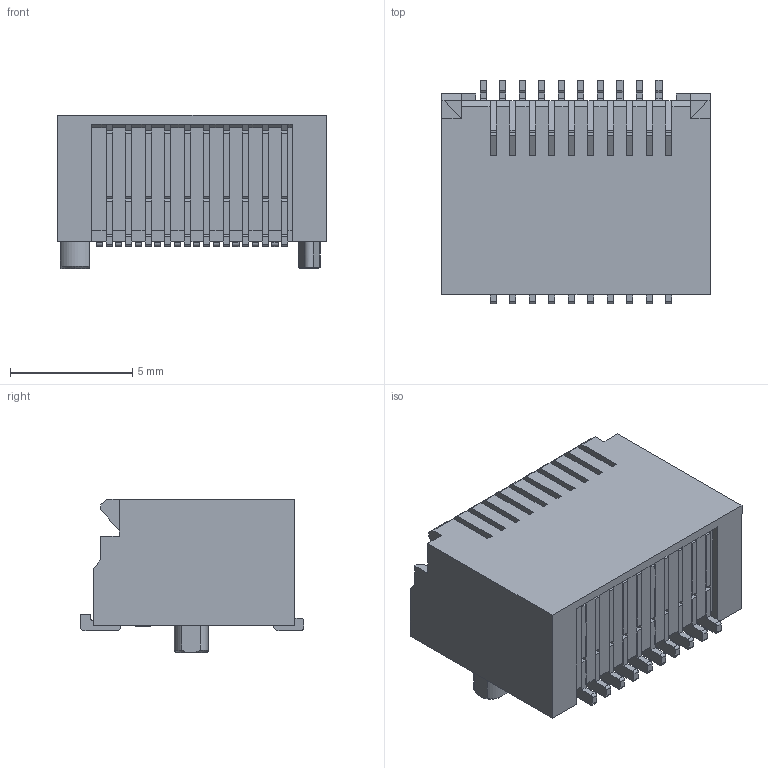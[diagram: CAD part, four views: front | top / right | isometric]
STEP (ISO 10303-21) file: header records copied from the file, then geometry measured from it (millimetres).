
FILE_DESCRIPTION(('STEP AP214'),'1');
FILE_NAME('74441-0010.stp','2023-01-11T20:53:04',(' '),(' '),'Spatial InterOp 3D',' ',' ');
FILE_SCHEMA(('AUTOMOTIVE_DESIGN { 1 0 10303 214 1 1 1 1 }'));
Length unit declared in the file: metre
Products named in the file (2): 74441-0010
Assembly tree (1 placements, depth 2):
  74441-0010
    74441-0010
Bounding box: 11 x 9.15 x 6.27 mm (x, y, z)
Volume: 337.4 mm3; surface area: 844.2 mm2
Topology: 1 solids, 11 shells, 1093 faces, 3219 edges, 2040 vertices
Faces by surface type: plane 845, cylinder 218, bspline 20, cone 10
Entity records: 41503 total; most frequent: CARTESIAN_POINT 6886, ORIENTED_EDGE 6438, DIRECTION 5835, EDGE_CURVE 3219, LINE 2705, VECTOR 2705, VERTEX_POINT 2040, AXIS2_PLACEMENT_3D 1565
